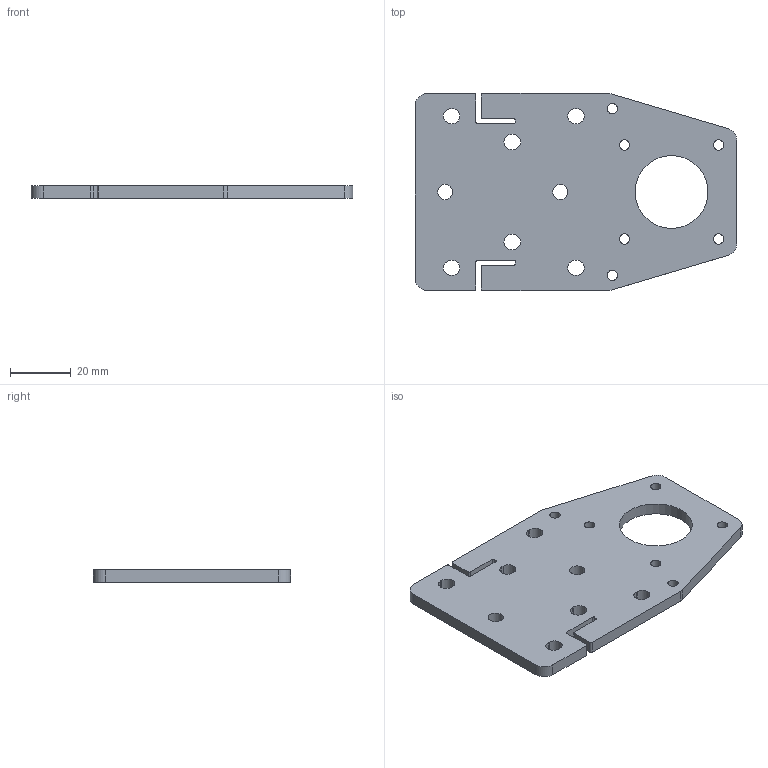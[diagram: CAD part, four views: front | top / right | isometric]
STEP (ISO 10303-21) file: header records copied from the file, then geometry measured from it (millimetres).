
FILE_DESCRIPTION(/* description */ (''),/* implementation_level */ '2;1');
FILE_NAME(/* name */ 'podstawa_prawa.stp',/* time_stamp */ '2021-08-06T13:03:57+02:00',/* author */ ('szymo'),/* organization */ (''),/* preprocessor_version */ 'ST-DEVELOPER v18.1',/* originating_system */ 'Autodesk Inventor 2020',/* authorisation */ '');
FILE_SCHEMA (('AUTOMOTIVE_DESIGN { 1 0 10303 214 3 1 1 }'));
Length unit declared in the file: millimetre
Products named in the file (1): podstawa_prawa
Bounding box: 106 x 65 x 4 mm (x, y, z)
Volume: 22405.7 mm3; surface area: 13879.2 mm2
Topology: 1 solids, 1 shells, 71 faces, 207 edges, 138 vertices
Faces by surface type: cylinder 39, plane 32
Full cylindrical faces by diameter (mm): 3.4 x6, 5 x2, 24 x1
Entity records: 2480 total; most frequent: DIRECTION 429, CARTESIAN_POINT 417, ORIENTED_EDGE 414, EDGE_CURVE 207, AXIS2_PLACEMENT_3D 150, VERTEX_POINT 138, LINE 129, VECTOR 129
